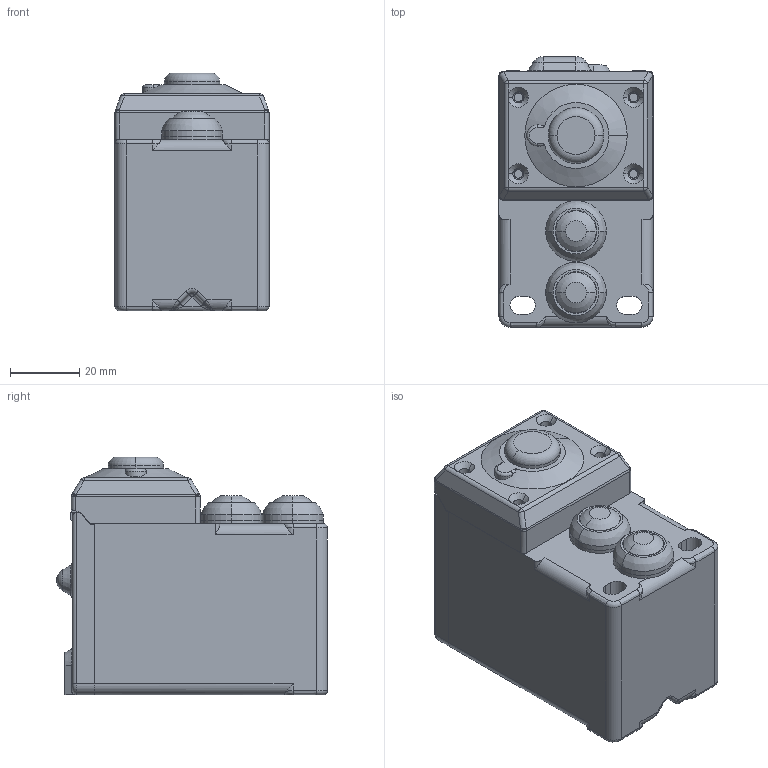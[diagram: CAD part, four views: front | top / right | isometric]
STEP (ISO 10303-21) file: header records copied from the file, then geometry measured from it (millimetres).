
FILE_DESCRIPTION((''),'2;1');
FILE_NAME('204033_ASM','2018-03-07T',('pdmadmin'),('BANNER ENGINEERING'),'CREO PARAMETRIC BY PTC INC, 2016260','CREO PARAMETRIC BY PTC INC, 2016260','');
FILE_SCHEMA(('CONFIG_CONTROL_DESIGN'));
Products named in the file (16): 153156_AF1; 200643_AF0_ASM; 153158; 14840; 35813; 160408_ASM; 165144_AF0; 179857_ASM; 159269; 179858_ASM; 157289_SWITCH; 157289_O-RING; 157289_LOCKWASHER; 157289_HEX_NUT; 157289_ASM; 204033_ASM
Assembly tree (16 placements, depth 4):
  204033_ASM
    200643_AF0_ASM
      153156_AF1
    160408_ASM
      153158
      14840
      35813
    179858_ASM
      179857_ASM
        165144_AF0
      159269
    157289_ASM  x2
      157289_SWITCH
      157289_O-RING
      157289_LOCKWASHER
      157289_HEX_NUT
Bounding box: 44.45 x 78.15 x 68.64 mm (x, y, z)
Volume: 75157.1 mm3; surface area: 52433 mm2
Topology: 14 solids, 14 shells, 1133 faces, 2858 edges, 1765 vertices
Faces by surface type: plane 488, cylinder 405, torus 69, bspline 60, sphere 57, cone 54
Entity records: 34417 total; most frequent: CARTESIAN_POINT 10874, DIRECTION 4891, ORIENTED_EDGE 4858, EDGE_CURVE 2429, AXIS2_PLACEMENT_3D 1762, VERTEX_POINT 1497, VECTOR 1367, LINE 1367
